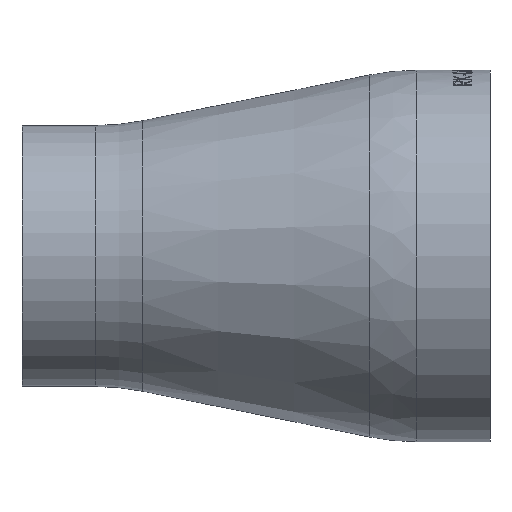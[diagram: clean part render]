
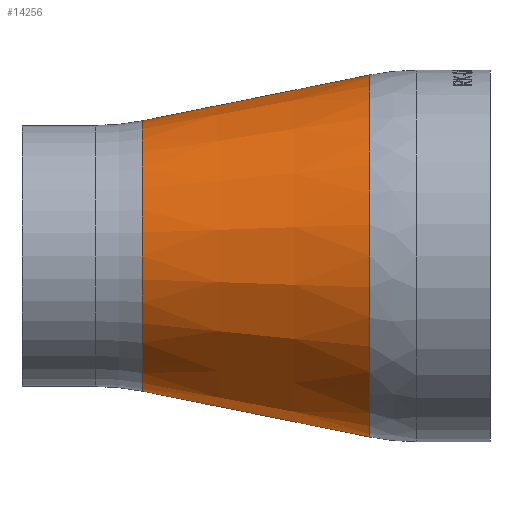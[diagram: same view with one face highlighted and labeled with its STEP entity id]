
A CAD part, left-side view. The second image highlights one B-rep face of the part: STEP entity #14256.
In plain terms, the highlighted conical face has half-angle 11.392 degrees and reference radius 21.949 mm.
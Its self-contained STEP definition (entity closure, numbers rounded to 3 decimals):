
#168 = FACE_BOUND ( 'NONE', #13294, .T. ) ;
#2472 = DIRECTION ( 'NONE',  ( 0., 0., -1. ) ) ;
#2943 = DIRECTION ( 'NONE',  ( 0., -1., 0. ) ) ;
#3343 = CARTESIAN_POINT ( 'NONE',  ( 0., 19.506, -29.401 ) ) ;
#3351 = AXIS2_PLACEMENT_3D ( 'NONE', #13790, #13900, #2472 ) ;
#4350 = ORIENTED_EDGE ( 'NONE', *, *, #8595, .T. ) ;
#4368 = DIRECTION ( 'NONE',  ( 0., 0., -1. ) ) ;
#4474 = CARTESIAN_POINT ( 'NONE',  ( 0., 56.494, -21.949 ) ) ;
#4485 = DIRECTION ( 'NONE',  ( 0., 0., -1. ) ) ;
#5513 = VERTEX_POINT ( 'NONE', #4474 ) ;
#6455 = EDGE_LOOP ( 'NONE', ( #11450 ) ) ;
#6510 = EDGE_CURVE ( 'NONE', #14556, #14556, #8251, .T. ) ;
#6722 = DIRECTION ( 'NONE',  ( 0., -1., 0. ) ) ;
#7774 = CIRCLE ( 'NONE', #11998, 21.949 ) ;
#8251 = CIRCLE ( 'NONE', #3351, 29.401 ) ;
#8595 = EDGE_CURVE ( 'NONE', #5513, #5513, #7774, .T. ) ;
#9451 = FACE_OUTER_BOUND ( 'NONE', #6455, .T. ) ;
#9690 = CARTESIAN_POINT ( 'NONE',  ( 0., 56.494, 0. ) ) ;
#11450 = ORIENTED_EDGE ( 'NONE', *, *, #6510, .F. ) ;
#11942 = CONICAL_SURFACE ( 'NONE', #13442, 21.949, 0.199 ) ;
#11998 = AXIS2_PLACEMENT_3D ( 'NONE', #9690, #2943, #4368 ) ;
#12331 = CARTESIAN_POINT ( 'NONE',  ( 0., 56.494, 0. ) ) ;
#13294 = EDGE_LOOP ( 'NONE', ( #4350 ) ) ;
#13442 = AXIS2_PLACEMENT_3D ( 'NONE', #12331, #6722, #4485 ) ;
#13790 = CARTESIAN_POINT ( 'NONE',  ( 0., 19.506, 0. ) ) ;
#13900 = DIRECTION ( 'NONE',  ( 0., -1., 0. ) ) ;
#14256 = ADVANCED_FACE ( 'NONE', ( #9451, #168 ), #11942, .T. ) ;
#14556 = VERTEX_POINT ( 'NONE', #3343 ) ;
